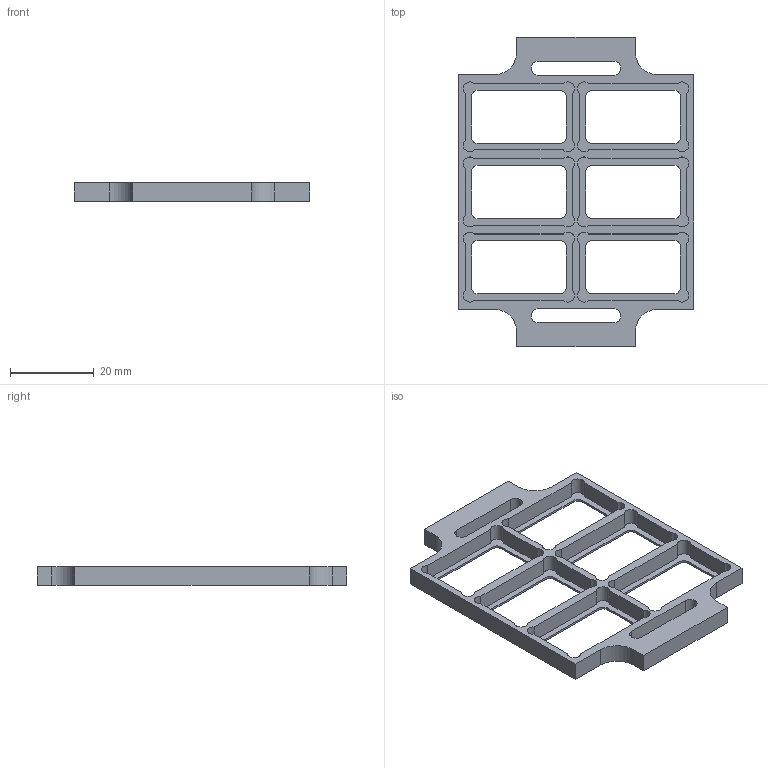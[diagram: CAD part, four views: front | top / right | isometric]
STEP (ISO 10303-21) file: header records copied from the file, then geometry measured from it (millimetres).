
FILE_DESCRIPTION(('FreeCAD Model'),'2;1');
FILE_NAME('56x56_adapter.step','2016-11-02T01:59:31',('Author'),(''), 'Open CASCADE STEP processor 6.8','FreeCAD','Unknown');
FILE_SCHEMA(('AUTOMOTIVE_DESIGN_CC2 { 1 2 10303 214 -1 1 5 4 }'));
Length unit declared in the file: millimetre
Products named in the file (2): ASSEMBLY; difference
Assembly tree (1 placements, depth 2):
  ASSEMBLY
    difference
Bounding box: 56.2 x 73.9 x 4.5 mm (x, y, z)
Volume: 5203.9 mm3; surface area: 7413.1 mm2
Topology: 1 solids, 1 shells, 128 faces, 360 edges, 240 vertices
Faces by surface type: plane 72, cylinder 56
Entity records: 8943 total; most frequent: CARTESIAN_POINT 1666, DIRECTION 1376, LINE 808, VECTOR 808, ORIENTED_EDGE 720, PCURVE 720, DEFINITIONAL_REPRESENTATION 720, EDGE_CURVE 360
